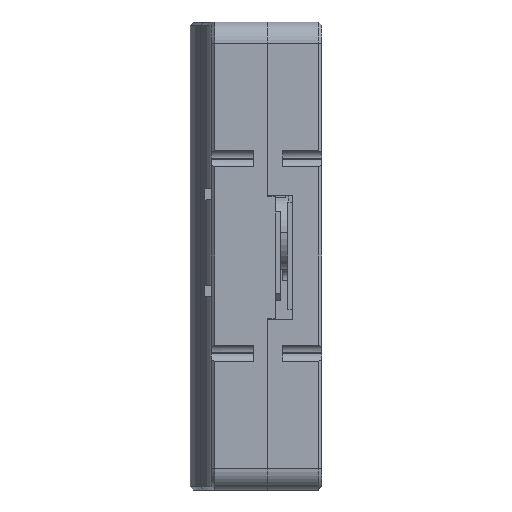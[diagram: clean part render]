
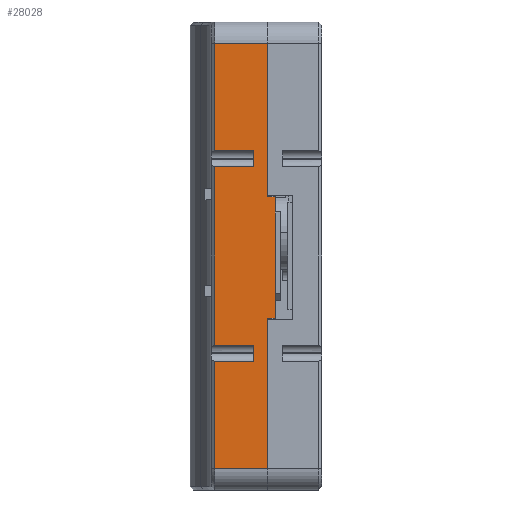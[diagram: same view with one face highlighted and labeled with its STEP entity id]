
A CAD part, left-side view. The second image highlights one B-rep face of the part: STEP entity #28028.
In plain terms, the highlighted planar face has unit normal (-1, 0, 0).
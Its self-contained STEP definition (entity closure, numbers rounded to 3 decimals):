
#11300=DIRECTION('',(0.,0.,1.));
#11301=VECTOR('',#11300,0.7);
#11302=CARTESIAN_POINT('',(-42.,-5.85,5.3));
#11303=LINE('',#11302,#11301);
#11304=DIRECTION('',(0.,0.,1.));
#11305=VECTOR('',#11304,3.7);
#11306=CARTESIAN_POINT('',(-42.,-8.4,0.3));
#11307=LINE('',#11306,#11305);
#11308=DIRECTION('',(0.,1.,0.));
#11309=VECTOR('',#11308,16.8);
#11310=CARTESIAN_POINT('',(-42.,-8.4,0.3));
#11311=LINE('',#11310,#11309);
#11312=DIRECTION('',(0.,0.,1.));
#11313=VECTOR('',#11312,3.7);
#11314=CARTESIAN_POINT('',(-42.,8.4,0.3));
#11315=LINE('',#11314,#11313);
#11316=DIRECTION('',(0.,-1.,0.));
#11317=VECTOR('',#11316,1.5);
#11318=CARTESIAN_POINT('',(-42.,9.9,4.));
#11319=LINE('',#11318,#11317);
#11320=DIRECTION('',(0.,0.,1.));
#11321=VECTOR('',#11320,3.7);
#11322=CARTESIAN_POINT('',(-42.,9.9,0.3));
#11323=LINE('',#11322,#11321);
#11324=DIRECTION('',(0.,1.,0.));
#11325=VECTOR('',#11324,10.1);
#11326=CARTESIAN_POINT('',(-42.,9.9,0.3));
#11327=LINE('',#11326,#11325);
#11328=DIRECTION('',(0.,0.,-1.));
#11329=VECTOR('',#11328,5.);
#11330=CARTESIAN_POINT('',(-42.,20.,5.3));
#11331=LINE('',#11330,#11329);
#11332=DIRECTION('',(0.,-1.,0.));
#11333=VECTOR('',#11332,14.45);
#11334=CARTESIAN_POINT('',(-42.,20.,5.3));
#11335=LINE('',#11334,#11333);
#11336=DIRECTION('',(0.,0.,1.));
#11337=VECTOR('',#11336,0.7);
#11338=CARTESIAN_POINT('',(-42.,5.55,5.3));
#11339=LINE('',#11338,#11337);
#11340=DIRECTION('',(0.,-1.,0.));
#11341=VECTOR('',#11340,14.15);
#11342=CARTESIAN_POINT('',(-42.,-5.85,5.3));
#11343=LINE('',#11342,#11341);
#11344=DIRECTION('',(0.,0.,-1.));
#11345=VECTOR('',#11344,5.);
#11346=CARTESIAN_POINT('',(-42.,-20.,5.3));
#11347=LINE('',#11346,#11345);
#11348=DIRECTION('',(0.,1.,0.));
#11349=VECTOR('',#11348,10.1);
#11350=CARTESIAN_POINT('',(-42.,-20.,
0.3));
#11351=LINE('',#11350,#11349);
#11352=DIRECTION('',(0.,0.,1.));
#11353=VECTOR('',#11352,3.7);
#11354=CARTESIAN_POINT('',(-42.,-9.9,0.3));
#11355=LINE('',#11354,#11353);
#11356=DIRECTION('',(0.,-1.,0.));
#11357=VECTOR('',#11356,1.5);
#11358=CARTESIAN_POINT('',(-42.,-8.4,4.));
#11359=LINE('',#11358,#11357);
#11758=DIRECTION('',(0.,-1.,0.));
#11759=VECTOR('',#11758,11.4);
#11760=CARTESIAN_POINT('',(-42.,5.55,6.));
#11761=LINE('',#11760,#11759);
#12946=CARTESIAN_POINT('',(-42.,-20.,5.3));
#12948=VERTEX_POINT('',#12946);
#12953=CARTESIAN_POINT('',(-42.,20.,5.3));
#12955=VERTEX_POINT('',#12953);
#13011=CARTESIAN_POINT('',(-42.,-5.85,6.));
#13013=VERTEX_POINT('',#13011);
#13017=CARTESIAN_POINT('',(-42.,5.55,6.));
#13018=VERTEX_POINT('',#13017);
#13019=CARTESIAN_POINT('',(-42.,-5.85,5.3));
#13021=VERTEX_POINT('',#13019);
#13023=CARTESIAN_POINT('',(-42.,5.55,5.3));
#13025=VERTEX_POINT('',#13023);
#13090=CARTESIAN_POINT('',(-42.,-20.,0.3));
#13092=VERTEX_POINT('',#13090);
#13097=CARTESIAN_POINT('',(-42.,20.,0.3));
#13099=VERTEX_POINT('',#13097);
#13853=CARTESIAN_POINT('',(-42.,-8.4,4.));
#13855=VERTEX_POINT('',#13853);
#13859=CARTESIAN_POINT('',(-42.,-8.4,0.3));
#13860=VERTEX_POINT('',#13859);
#13862=CARTESIAN_POINT('',(-42.,-9.9,4.));
#13864=VERTEX_POINT('',#13862);
#13865=CARTESIAN_POINT('',(-42.,-9.9,0.3));
#13866=VERTEX_POINT('',#13865);
#13870=CARTESIAN_POINT('',(-42.,8.4,4.));
#13872=VERTEX_POINT('',#13870);
#13873=CARTESIAN_POINT('',(-42.,8.4,0.3));
#13874=VERTEX_POINT('',#13873);
#13877=CARTESIAN_POINT('',(-42.,9.9,4.));
#13879=VERTEX_POINT('',#13877);
#13883=CARTESIAN_POINT('',(-42.,9.9,0.3));
#13884=VERTEX_POINT('',#13883);
#27994=CARTESIAN_POINT('',(-42.,22.,0.));
#27995=DIRECTION('',(-1.,0.,0.));
#27996=DIRECTION('',(0.,-1.,0.));
#27997=AXIS2_PLACEMENT_3D('',#27994,#27995,#27996);
#27998=PLANE('',#27997);
#28000=ORIENTED_EDGE('',*,*,#27999,.F.);
#28002=ORIENTED_EDGE('',*,*,#28001,.T.);
#28004=ORIENTED_EDGE('',*,*,#28003,.T.);
#28005=ORIENTED_EDGE('',*,*,#19406,.F.);
#28007=ORIENTED_EDGE('',*,*,#28006,.F.);
#28009=ORIENTED_EDGE('',*,*,#28008,.T.);
#28011=ORIENTED_EDGE('',*,*,#28010,.F.);
#28012=ORIENTED_EDGE('',*,*,#20441,.T.);
#28014=ORIENTED_EDGE('',*,*,#28013,.T.);
#28016=ORIENTED_EDGE('',*,*,#28015,.T.);
#28017=ORIENTED_EDGE('',*,*,#27986,.F.);
#28018=ORIENTED_EDGE('',*,*,#20538,.T.);
#28020=ORIENTED_EDGE('',*,*,#28019,.T.);
#28022=ORIENTED_EDGE('',*,*,#28021,.T.);
#28024=ORIENTED_EDGE('',*,*,#28023,.T.);
#28025=ORIENTED_EDGE('',*,*,#19386,.F.);
#28026=EDGE_LOOP('',(#28000,#28002,#28004,#28005,#28007,#28009,#28011,#28012,
#28014,#28016,#28017,#28018,#28020,#28022,#28024,#28025));
#28027=FACE_OUTER_BOUND('',#28026,.F.);
#28028=ADVANCED_FACE('',(#28027),#27998,.T.);
#19386=EDGE_CURVE('',#13855,#13864,#11359,.T.);
#19406=EDGE_CURVE('',#13879,#13872,#11319,.T.);
#20441=EDGE_CURVE('',#12955,#13025,#11335,.T.);
#20538=EDGE_CURVE('',#13021,#12948,#11343,.T.);
#27986=EDGE_CURVE('',#13021,#13013,#11303,.T.);
#27999=EDGE_CURVE('',#13860,#13855,#11307,.T.);
#28001=EDGE_CURVE('',#13860,#13874,#11311,.T.);
#28003=EDGE_CURVE('',#13874,#13872,#11315,.T.);
#28006=EDGE_CURVE('',#13884,#13879,#11323,.T.);
#28008=EDGE_CURVE('',#13884,#13099,#11327,.T.);
#28010=EDGE_CURVE('',#12955,#13099,#11331,.T.);
#28013=EDGE_CURVE('',#13025,#13018,#11339,.T.);
#28015=EDGE_CURVE('',#13018,#13013,#11761,.T.);
#28019=EDGE_CURVE('',#12948,#13092,#11347,.T.);
#28021=EDGE_CURVE('',#13092,#13866,#11351,.T.);
#28023=EDGE_CURVE('',#13866,#13864,#11355,.T.);
